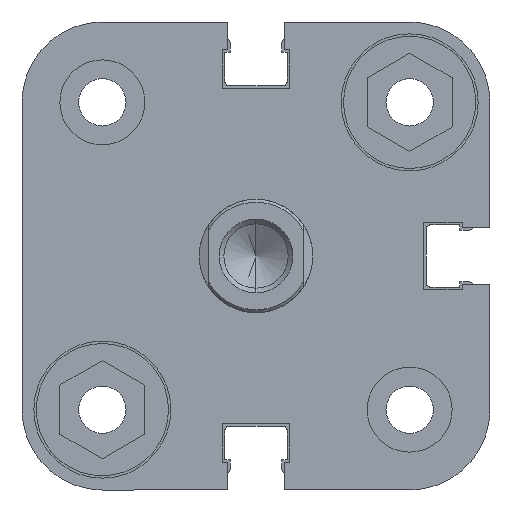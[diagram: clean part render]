
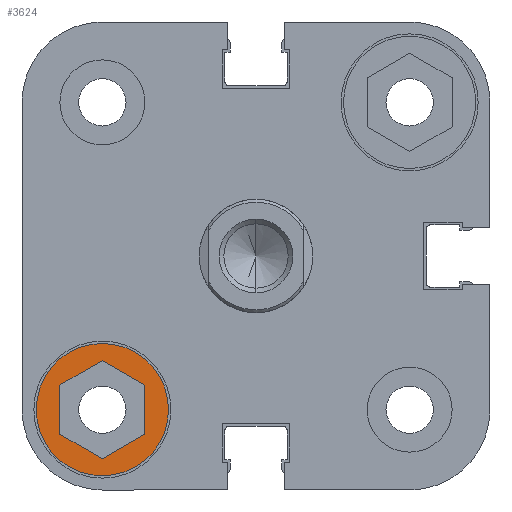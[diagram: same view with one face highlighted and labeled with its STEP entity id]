
A CAD part, left-side view. The second image highlights one B-rep face of the part: STEP entity #3624.
In plain terms, the highlighted planar face has unit normal (-1, 0, 0).
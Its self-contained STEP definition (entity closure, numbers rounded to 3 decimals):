
#361 = CIRCLE ( 'NONE', #3205, 7. ) ;
#644 = FACE_BOUND ( 'NONE', #6342, .T. ) ;
#647 = FACE_OUTER_BOUND ( 'NONE', #6335, .T. ) ;
#1503 = CARTESIAN_POINT ( 'NONE',  ( -24.75, 16.25, -16.25 ) ) ;
#1514 = DIRECTION ( 'NONE',  ( 1., 0., 0. ) ) ;
#1515 = DIRECTION ( 'NONE',  ( 0., 0., -1. ) ) ;
#2016 = CARTESIAN_POINT ( 'NONE',  ( -24.75, 6., 0. ) ) ;
#2017 = PLANE ( 'NONE',  #3345 ) ;
#2018 = DIRECTION ( 'NONE',  ( 1., 0., 0. ) ) ;
#2019 = DIRECTION ( 'NONE',  ( 0., 0., -1. ) ) ;
#2260 = VERTEX_POINT ( 'NONE', #5317 ) ;
#2294 = VERTEX_POINT ( 'NONE', #5351 ) ;
#2333 = VERTEX_POINT ( 'NONE', #5395 ) ;
#2393 = EDGE_CURVE ( 'NONE', #7526, #2333, #4407, .T. ) ;
#2395 = EDGE_CURVE ( 'NONE', #2333, #6753, #4397, .T. ) ;
#2397 = EDGE_CURVE ( 'NONE', #6753, #2294, #4413, .T. ) ;
#2399 = EDGE_CURVE ( 'NONE', #2294, #3768, #4411, .T. ) ;
#2401 = EDGE_CURVE ( 'NONE', #3768, #7525, #4412, .T. ) ;
#2404 = EDGE_CURVE ( 'NONE', #7525, #7526, #4418, .T. ) ;
#2410 = EDGE_CURVE ( 'NONE', #2260, #3756, #4437, .T. ) ;
#2979 = EDGE_CURVE ( 'NONE', #3756, #2260, #361, .T. ) ;
#3007 = AXIS2_PLACEMENT_3D ( 'NONE', #5513, #5514, #5515 ) ;
#3205 = AXIS2_PLACEMENT_3D ( 'NONE', #1503, #1514, #1515 ) ;
#3345 = AXIS2_PLACEMENT_3D ( 'NONE', #2016, #2018, #2019 ) ;
#3624 = ADVANCED_FACE ( 'NONE', ( #644, #647 ), #2017, .F. ) ;
#3756 = VERTEX_POINT ( 'NONE', #7055 ) ;
#3768 = VERTEX_POINT ( 'NONE', #7066 ) ;
#4276 = ORIENTED_EDGE ( 'NONE', *, *, #2410, .F. ) ;
#4277 = ORIENTED_EDGE ( 'NONE', *, *, #2979, .F. ) ;
#4278 = ORIENTED_EDGE ( 'NONE', *, *, #2401, .T. ) ;
#4279 = ORIENTED_EDGE ( 'NONE', *, *, #2399, .T. ) ;
#4280 = ORIENTED_EDGE ( 'NONE', *, *, #2397, .T. ) ;
#4281 = ORIENTED_EDGE ( 'NONE', *, *, #2395, .T. ) ;
#4282 = ORIENTED_EDGE ( 'NONE', *, *, #2393, .T. ) ;
#4283 = ORIENTED_EDGE ( 'NONE', *, *, #2404, .T. ) ;
#4397 = LINE ( 'NONE', #5473, #4410 ) ;
#4405 = VECTOR ( 'NONE', #5471, 1000. ) ;
#4407 = LINE ( 'NONE', #5470, #4405 ) ;
#4409 = VECTOR ( 'NONE', #5482, 1000. ) ;
#4410 = VECTOR ( 'NONE', #5478, 1000. ) ;
#4411 = LINE ( 'NONE', #5481, #4417 ) ;
#4412 = LINE ( 'NONE', #5485, #4421 ) ;
#4413 = LINE ( 'NONE', #5474, #4409 ) ;
#4417 = VECTOR ( 'NONE', #5486, 1000. ) ;
#4418 = LINE ( 'NONE', #5493, #4426 ) ;
#4421 = VECTOR ( 'NONE', #5490, 1000. ) ;
#4426 = VECTOR ( 'NONE', #5497, 1000. ) ;
#4437 = CIRCLE ( 'NONE', #3007, 7. ) ;
#5317 = CARTESIAN_POINT ( 'NONE',  ( -24.75, 16.25, -9.25 ) ) ;
#5351 = CARTESIAN_POINT ( 'NONE',  ( -24.75, 20.75, -18.848 ) ) ;
#5395 = CARTESIAN_POINT ( 'NONE',  ( -24.75, 11.75, -18.848 ) ) ;
#5470 = CARTESIAN_POINT ( 'NONE',  ( -24.75, 11.75, -18.848 ) ) ;
#5471 = DIRECTION ( 'NONE',  ( 0., 0., -1. ) ) ;
#5473 = CARTESIAN_POINT ( 'NONE',  ( -24.75, 16.25, -21.446 ) ) ;
#5474 = CARTESIAN_POINT ( 'NONE',  ( -24.75, 20.75, -18.848 ) ) ;
#5478 = DIRECTION ( 'NONE',  ( 0., 0.866, -0.5 ) ) ;
#5481 = CARTESIAN_POINT ( 'NONE',  ( -24.75, 20.75, -13.652 ) ) ;
#5482 = DIRECTION ( 'NONE',  ( 0., 0.866, 0.5 ) ) ;
#5485 = CARTESIAN_POINT ( 'NONE',  ( -24.75, 16.25, -11.054 ) ) ;
#5486 = DIRECTION ( 'NONE',  ( 0., 0., 1. ) ) ;
#5490 = DIRECTION ( 'NONE',  ( 0., -0.866, 0.5 ) ) ;
#5493 = CARTESIAN_POINT ( 'NONE',  ( -24.75, 11.75, -13.652 ) ) ;
#5497 = DIRECTION ( 'NONE',  ( 0., -0.866, -0.5 ) ) ;
#5513 = CARTESIAN_POINT ( 'NONE',  ( -24.75, 16.25, -16.25 ) ) ;
#5514 = DIRECTION ( 'NONE',  ( 1., 0., 0. ) ) ;
#5515 = DIRECTION ( 'NONE',  ( 0., 0., -1. ) ) ;
#6335 = EDGE_LOOP ( 'NONE', ( #4277, #4276 ) ) ;
#6342 = EDGE_LOOP ( 'NONE', ( #4283, #4282, #4281, #4280, #4279, #4278 ) ) ;
#6753 = VERTEX_POINT ( 'NONE', #7373 ) ;
#7055 = CARTESIAN_POINT ( 'NONE',  ( -24.75, 16.25, -23.25 ) ) ;
#7066 = CARTESIAN_POINT ( 'NONE',  ( -24.75, 20.75, -13.652 ) ) ;
#7372 = CARTESIAN_POINT ( 'NONE',  ( -24.75, 16.25, -11.054 ) ) ;
#7373 = CARTESIAN_POINT ( 'NONE',  ( -24.75, 16.25, -21.446 ) ) ;
#7375 = CARTESIAN_POINT ( 'NONE',  ( -24.75, 11.75, -13.652 ) ) ;
#7525 = VERTEX_POINT ( 'NONE', #7372 ) ;
#7526 = VERTEX_POINT ( 'NONE', #7375 ) ;
